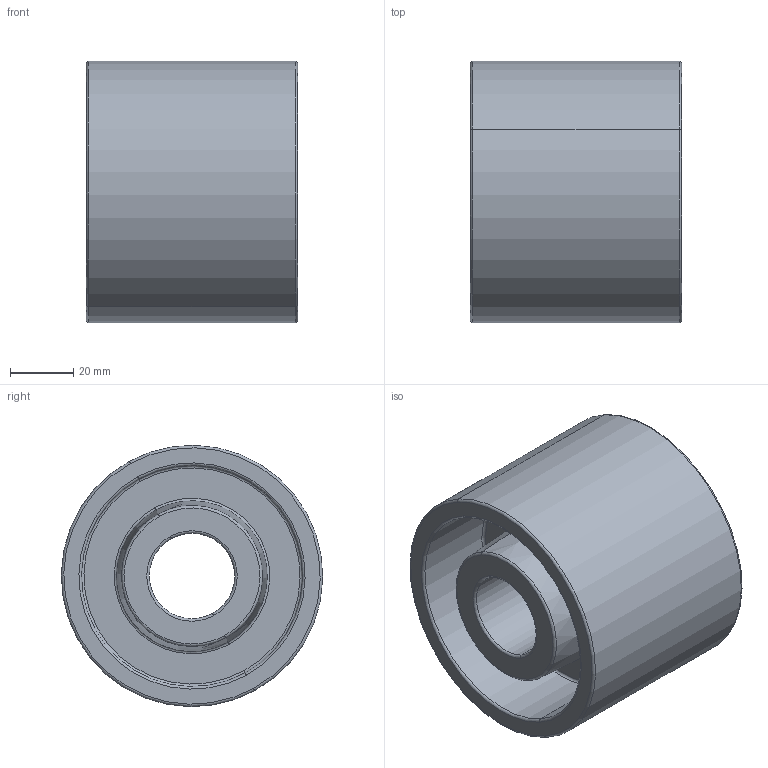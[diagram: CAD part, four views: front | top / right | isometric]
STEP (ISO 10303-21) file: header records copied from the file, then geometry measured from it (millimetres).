
FILE_DESCRIPTION(('CATIA V5 STEP Exchange'),'2;1');
FILE_NAME('PULLEY.stp','2026-01-26T16:07:37+00:00',('none'),('none'),'CATIA Version 5 Release 21 GA (IN-10)','CATIA V5 STEP AP203','none');
FILE_SCHEMA(('CONFIG_CONTROL_DESIGN'));
Length unit declared in the file: millimetre
Products named in the file (1): PULLEY
Bounding box: 66.67 x 82.53 x 82.53 mm (x, y, z)
Volume: 198184.1 mm3; surface area: 50322.1 mm2
Topology: 1 solids, 1 shells, 40 faces, 93 edges, 61 vertices
Faces by surface type: torus 22, cylinder 8, plane 6, cone 4
Entity records: 1108 total; most frequent: CARTESIAN_POINT 199, ORIENTED_EDGE 160, DIRECTION 159, AXIS2_PLACEMENT_3D 102, EDGE_CURVE 80, CIRCLE 68, EDGE_LOOP 46, VERTEX_POINT 46
